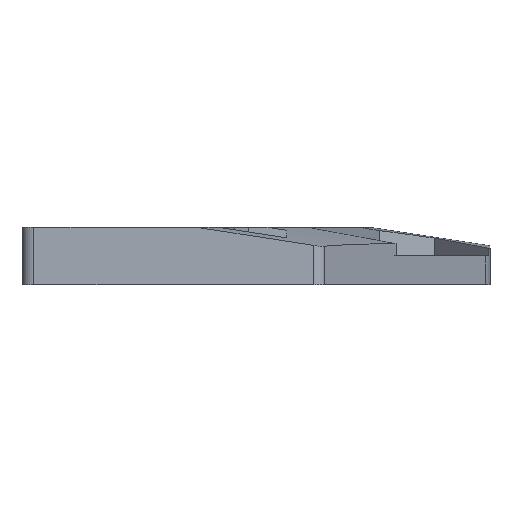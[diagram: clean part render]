
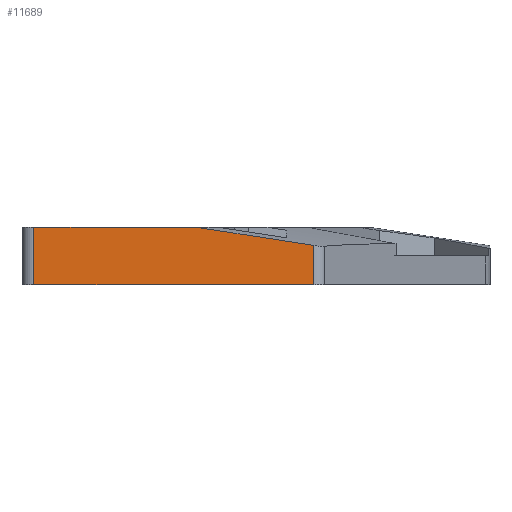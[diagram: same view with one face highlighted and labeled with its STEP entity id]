
A CAD part, left-side view. The second image highlights one B-rep face of the part: STEP entity #11689.
In plain terms, the highlighted planar face has unit normal (-1, 0, 0).
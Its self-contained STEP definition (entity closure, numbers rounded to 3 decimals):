
#387=PLANE('',#12353);
#974=FACE_OUTER_BOUND('',#1618,.T.);
#1618=EDGE_LOOP('',(#8991,#8992,#8993,#8994,#8995));
#2296=LINE('',#15919,#3848);
#2715=LINE('',#19098,#4267);
#2716=LINE('',#19101,#4268);
#2717=LINE('',#19103,#4269);
#2718=LINE('',#19104,#4270);
#3848=VECTOR('',#12960,1.);
#4267=VECTOR('',#13681,1.);
#4268=VECTOR('',#13684,1.);
#4269=VECTOR('',#13685,1.);
#4270=VECTOR('',#13686,1.);
#5400=VERTEX_POINT('',#15916);
#5401=VERTEX_POINT('',#15918);
#5720=VERTEX_POINT('',#19078);
#5721=VERTEX_POINT('',#19100);
#5722=VERTEX_POINT('',#19102);
#6530=EDGE_CURVE('',#5400,#5401,#2296,.T.);
#6984=EDGE_CURVE('',#5720,#5400,#2715,.T.);
#6985=EDGE_CURVE('',#5401,#5721,#2716,.T.);
#6986=EDGE_CURVE('',#5720,#5722,#2717,.T.);
#6987=EDGE_CURVE('',#5721,#5722,#2718,.T.);
#8991=ORIENTED_EDGE('',*,*,#6985,.F.);
#8992=ORIENTED_EDGE('',*,*,#6530,.F.);
#8993=ORIENTED_EDGE('',*,*,#6984,.F.);
#8994=ORIENTED_EDGE('',*,*,#6986,.T.);
#8995=ORIENTED_EDGE('',*,*,#6987,.F.);
#11689=ADVANCED_FACE('',(#974),#387,.T.);
#12353=AXIS2_PLACEMENT_3D('',#19099,#13682,#13683);
#12960=DIRECTION('',(0.,1.,0.));
#13681=DIRECTION('',(0.,0.,-1.));
#13682=DIRECTION('center_axis',(-1.,0.,0.));
#13683=DIRECTION('ref_axis',(0.,-1.,0.));
#13684=DIRECTION('',(0.,0.,1.));
#13685=DIRECTION('',(0.,0.988,0.153));
#13686=DIRECTION('',(0.,-1.,0.));
#15916=CARTESIAN_POINT('',(33.75,-115.852,-3.5));
#15918=CARTESIAN_POINT('',(33.75,-44.777,-3.5));
#15919=CARTESIAN_POINT('',(33.75,-38.92,-3.5));
#19078=CARTESIAN_POINT('',(33.75,-115.852,6.447));
#19098=CARTESIAN_POINT('',(33.75,-115.852,0.));
#19099=CARTESIAN_POINT('Origin',(33.75,-41.777,0.));
#19100=CARTESIAN_POINT('',(33.75,-44.777,11.));
#19101=CARTESIAN_POINT('',(33.75,-44.777,0.));
#19102=CARTESIAN_POINT('',(33.75,-86.391,11.));
#19103=CARTESIAN_POINT('',(33.75,58.872,33.452));
#19104=CARTESIAN_POINT('',(33.75,-38.92,11.));
